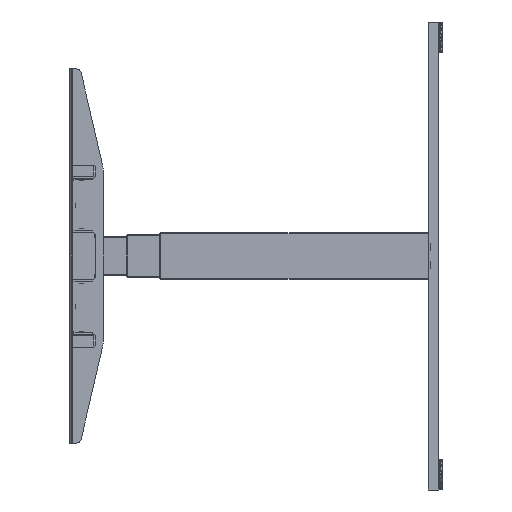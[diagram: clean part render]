
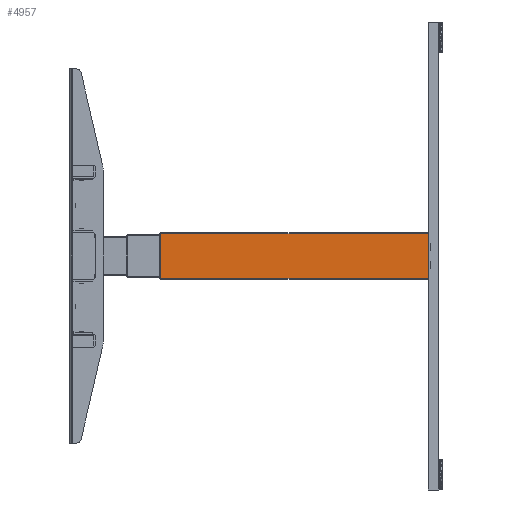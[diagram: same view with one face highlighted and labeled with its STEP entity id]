
A CAD part, left-side view. The second image highlights one B-rep face of the part: STEP entity #4957.
In plain terms, the highlighted planar face has unit normal (-1, 0, 0).
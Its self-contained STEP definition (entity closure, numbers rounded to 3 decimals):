
#41 = EDGE_CURVE ( 'NONE', #82265, #127809, #109113, .T. ) ;
#1528 = LINE ( 'NONE', #74162, #89223 ) ;
#4957 = ADVANCED_FACE ( 'NONE', ( #50337 ), #126081, .F. ) ;
#8372 = CARTESIAN_POINT ( 'NONE',  ( -1891.01, 541., -42.5 ) ) ;
#10897 = DIRECTION ( 'NONE',  ( 1., 0., 0. ) ) ;
#13442 = VERTEX_POINT ( 'NONE', #8372 ) ;
#14074 = VECTOR ( 'NONE', #52135, 1000. ) ;
#41832 = CARTESIAN_POINT ( 'NONE',  ( -1891.01, 27., 42.5 ) ) ;
#48302 = AXIS2_PLACEMENT_3D ( 'NONE', #52080, #10897, #105627 ) ;
#49243 = ORIENTED_EDGE ( 'NONE', *, *, #41, .F. ) ;
#50337 = FACE_OUTER_BOUND ( 'NONE', #51745, .T. ) ;
#51745 = EDGE_LOOP ( 'NONE', ( #111804, #124669, #49243, #111735 ) ) ;
#52080 = CARTESIAN_POINT ( 'NONE',  ( -1891.01, 27., 42.5 ) ) ;
#52135 = DIRECTION ( 'NONE',  ( 0., 1., 0. ) ) ;
#54792 = DIRECTION ( 'NONE',  ( 0., 1., 0. ) ) ;
#60205 = CARTESIAN_POINT ( 'NONE',  ( -1891.01, 27., -42.5 ) ) ;
#61263 = CARTESIAN_POINT ( 'NONE',  ( -1891.01, 541., 42.5 ) ) ;
#62697 = CARTESIAN_POINT ( 'NONE',  ( -1891.01, 27., 42.5 ) ) ;
#64685 = VERTEX_POINT ( 'NONE', #61263 ) ;
#67991 = CARTESIAN_POINT ( 'NONE',  ( -1891.01, 27., 42.5 ) ) ;
#74162 = CARTESIAN_POINT ( 'NONE',  ( -1891.01, 27., -42.5 ) ) ;
#79853 = EDGE_CURVE ( 'NONE', #64685, #13442, #136684, .T. ) ;
#80334 = VECTOR ( 'NONE', #121396, 1000. ) ;
#82265 = VERTEX_POINT ( 'NONE', #67991 ) ;
#89223 = VECTOR ( 'NONE', #54792, 1000. ) ;
#89229 = VECTOR ( 'NONE', #104214, 1000. ) ;
#98133 = EDGE_CURVE ( 'NONE', #127809, #13442, #1528, .T. ) ;
#104214 = DIRECTION ( 'NONE',  ( 0., 0., -1. ) ) ;
#105627 = DIRECTION ( 'NONE',  ( 0., 0., -1. ) ) ;
#109113 = LINE ( 'NONE', #41832, #89229 ) ;
#111183 = EDGE_CURVE ( 'NONE', #82265, #64685, #118403, .T. ) ;
#111593 = CARTESIAN_POINT ( 'NONE',  ( -1891.01, 541., 42.5 ) ) ;
#111735 = ORIENTED_EDGE ( 'NONE', *, *, #111183, .T. ) ;
#111804 = ORIENTED_EDGE ( 'NONE', *, *, #79853, .T. ) ;
#118403 = LINE ( 'NONE', #62697, #14074 ) ;
#121396 = DIRECTION ( 'NONE',  ( 0., 0., -1. ) ) ;
#124669 = ORIENTED_EDGE ( 'NONE', *, *, #98133, .F. ) ;
#126081 = PLANE ( 'NONE',  #48302 ) ;
#127809 = VERTEX_POINT ( 'NONE', #60205 ) ;
#136684 = LINE ( 'NONE', #111593, #80334 ) ;
